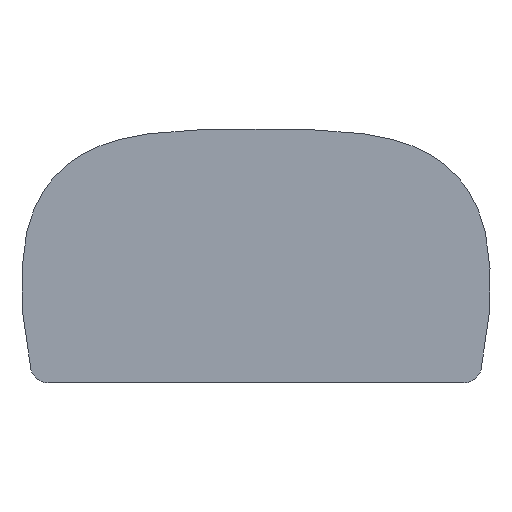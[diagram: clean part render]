
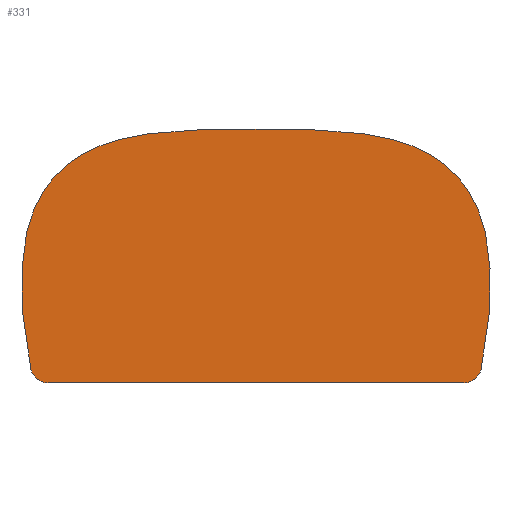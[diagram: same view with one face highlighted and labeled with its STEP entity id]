
A CAD part, front view. The second image highlights one B-rep face of the part: STEP entity #331.
In plain terms, the highlighted planar face has unit normal (0, -1, 0).
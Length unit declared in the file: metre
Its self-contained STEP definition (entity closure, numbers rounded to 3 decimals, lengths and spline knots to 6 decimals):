
#32=B_SPLINE_CURVE_WITH_KNOTS('',3,(#666,#667,#668,#669,#670,#671),
 .UNSPECIFIED.,.F.,.F.,(4,1,1,4),(0.,0.336259,0.647919,
1.),.UNSPECIFIED.);
#33=B_SPLINE_CURVE_WITH_KNOTS('',3,(#678,#679,#680,#681,#682,#683),
 .UNSPECIFIED.,.F.,.F.,(4,1,1,4),(0.,0.336259,0.647919,
1.),.UNSPECIFIED.);
#41=LINE('',#631,#59);
#59=VECTOR('',#438,1.);
#100=ORIENTED_EDGE('',*,*,#183,.F.);
#101=ORIENTED_EDGE('',*,*,#185,.T.);
#102=ORIENTED_EDGE('',*,*,#179,.F.);
#103=ORIENTED_EDGE('',*,*,#186,.F.);
#104=ORIENTED_EDGE('',*,*,#187,.T.);
#179=EDGE_CURVE('',#222,#223,#41,.T.);
#183=EDGE_CURVE('',#224,#225,#32,.T.);
#185=EDGE_CURVE('',#224,#223,#242,.T.);
#186=EDGE_CURVE('',#226,#222,#243,.T.);
#187=EDGE_CURVE('',#226,#225,#33,.T.);
#222=VERTEX_POINT('',#632);
#223=VERTEX_POINT('',#633);
#224=VERTEX_POINT('',#665);
#225=VERTEX_POINT('',#672);
#226=VERTEX_POINT('',#677);
#242=CIRCLE('',#385,0.008);
#243=CIRCLE('',#386,0.008);
#259=EDGE_LOOP('',(#100,#101,#102,#103,#104));
#291=FACE_BOUND('',#259,.T.);
#319=PLANE('',#384);
#331=ADVANCED_FACE('',(#291),#319,.T.);
#384=AXIS2_PLACEMENT_3D('',#674,#443,#444);
#385=AXIS2_PLACEMENT_3D('',#675,#445,#446);
#386=AXIS2_PLACEMENT_3D('',#676,#447,#448);
#438=DIRECTION('',(-1.,0.,0.));
#443=DIRECTION('',(0.,-1.,0.));
#444=DIRECTION('',(1.,0.,0.));
#445=DIRECTION('',(0.,-1.,0.));
#446=DIRECTION('',(0.,0.,-1.));
#447=DIRECTION('',(0.,1.,0.));
#448=DIRECTION('',(0.,0.,-1.));
#631=CARTESIAN_POINT('',(-0.049647,0.,0.));
#632=CARTESIAN_POINT('',(0.093278,0.,0.));
#633=CARTESIAN_POINT('',(-0.093278,0.,0.));
#665=CARTESIAN_POINT('',(-0.101064,0.,0.00616));
#666=CARTESIAN_POINT('',(-0.099293,0.,0.));
#667=CARTESIAN_POINT('',(-0.102815,0.,0.009519));
#668=CARTESIAN_POINT('',(-0.112381,0.,0.069562));
#669=CARTESIAN_POINT('',(-0.075559,0.,0.115663));
#670=CARTESIAN_POINT('',(-0.017503,0.,0.114028));
#671=CARTESIAN_POINT('',(0.,0.,0.114028));
#672=CARTESIAN_POINT('',(0.,0.,0.114028));
#674=CARTESIAN_POINT('',(-0.056191,0.,0.057832));
#675=CARTESIAN_POINT('',(-0.093278,0.,0.008));
#676=CARTESIAN_POINT('',(0.093278,0.,0.008));
#677=CARTESIAN_POINT('',(0.101064,0.,0.00616));
#678=CARTESIAN_POINT('',(0.099293,0.,0.));
#679=CARTESIAN_POINT('',(0.102815,0.,0.009519));
#680=CARTESIAN_POINT('',(0.112381,0.,0.069562));
#681=CARTESIAN_POINT('',(0.075559,0.,0.115663));
#682=CARTESIAN_POINT('',(0.017503,0.,0.114028));
#683=CARTESIAN_POINT('',(0.,0.,0.114028));
